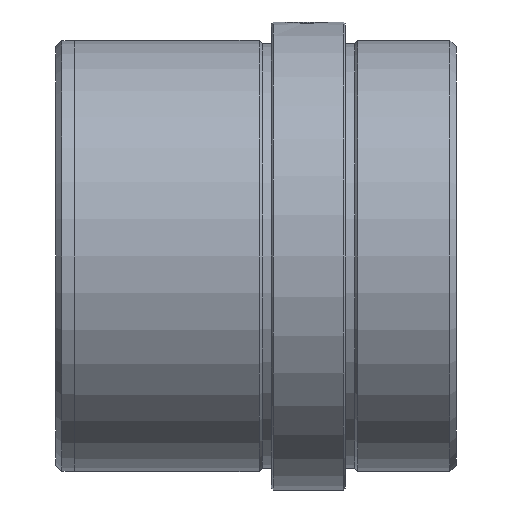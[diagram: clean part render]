
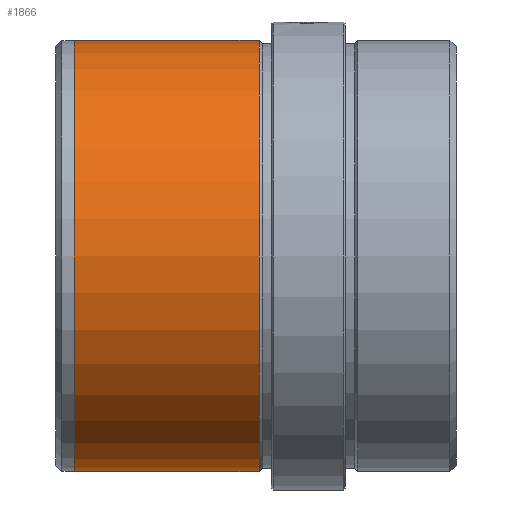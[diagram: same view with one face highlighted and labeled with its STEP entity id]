
A CAD part, left-side view. The second image highlights one B-rep face of the part: STEP entity #1866.
In plain terms, the highlighted cylindrical face has radius 35 mm (diameter 70 mm), a partial arc.
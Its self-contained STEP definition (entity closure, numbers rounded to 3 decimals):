
#39 = VERTEX_POINT ( 'NONE', #645 ) ;
#50 = DIRECTION ( 'NONE',  ( 0., -1., 0. ) ) ;
#65 = DIRECTION ( 'NONE',  ( 0., -1., 0. ) ) ;
#101 = CIRCLE ( 'NONE', #1387, 35. ) ;
#361 = EDGE_CURVE ( 'NONE', #550, #1063, #1204, .T. ) ;
#385 = CARTESIAN_POINT ( 'NONE',  ( 0., 32., 0. ) ) ;
#441 = EDGE_CURVE ( 'NONE', #1063, #446, #672, .T. ) ;
#446 = VERTEX_POINT ( 'NONE', #714 ) ;
#502 = ORIENTED_EDGE ( 'NONE', *, *, #361, .F. ) ;
#518 = CARTESIAN_POINT ( 'NONE',  ( 0., 62., 35. ) ) ;
#519 = CARTESIAN_POINT ( 'NONE',  ( 0., 0., 35. ) ) ;
#550 = VERTEX_POINT ( 'NONE', #518 ) ;
#552 = DIRECTION ( 'NONE',  ( 0., 0., -1. ) ) ;
#645 = CARTESIAN_POINT ( 'NONE',  ( 0., 62., -35. ) ) ;
#672 = CIRCLE ( 'NONE', #2028, 35. ) ;
#714 = CARTESIAN_POINT ( 'NONE',  ( 0., 32., -35. ) ) ;
#775 = VECTOR ( 'NONE', #1666, 1000. ) ;
#838 = VECTOR ( 'NONE', #1131, 1000. ) ;
#960 = CYLINDRICAL_SURFACE ( 'NONE', #1487, 35. ) ;
#997 = ORIENTED_EDGE ( 'NONE', *, *, #1125, .T. ) ;
#1032 = ORIENTED_EDGE ( 'NONE', *, *, #1894, .T. ) ;
#1046 = CARTESIAN_POINT ( 'NONE',  ( 0., 62., 0. ) ) ;
#1063 = VERTEX_POINT ( 'NONE', #1927 ) ;
#1125 = EDGE_CURVE ( 'NONE', #39, #446, #1277, .T. ) ;
#1131 = DIRECTION ( 'NONE',  ( 0., -1., 0. ) ) ;
#1182 = DIRECTION ( 'NONE',  ( 0., 0., -1. ) ) ;
#1204 = LINE ( 'NONE', #519, #775 ) ;
#1211 = DIRECTION ( 'NONE',  ( 0., 0., -1. ) ) ;
#1270 = EDGE_LOOP ( 'NONE', ( #502, #1032, #997, #1797 ) ) ;
#1277 = LINE ( 'NONE', #1308, #838 ) ;
#1308 = CARTESIAN_POINT ( 'NONE',  ( 0., 0., -35. ) ) ;
#1387 = AXIS2_PLACEMENT_3D ( 'NONE', #1046, #65, #1211 ) ;
#1487 = AXIS2_PLACEMENT_3D ( 'NONE', #1991, #50, #1182 ) ;
#1524 = DIRECTION ( 'NONE',  ( 0., -1., 0. ) ) ;
#1666 = DIRECTION ( 'NONE',  ( 0., -1., 0. ) ) ;
#1797 = ORIENTED_EDGE ( 'NONE', *, *, #441, .F. ) ;
#1830 = FACE_OUTER_BOUND ( 'NONE', #1270, .T. ) ;
#1866 = ADVANCED_FACE ( 'NONE', ( #1830 ), #960, .T. ) ;
#1894 = EDGE_CURVE ( 'NONE', #550, #39, #101, .T. ) ;
#1927 = CARTESIAN_POINT ( 'NONE',  ( 0., 32., 35. ) ) ;
#1991 = CARTESIAN_POINT ( 'NONE',  ( 0., 0., 0. ) ) ;
#2028 = AXIS2_PLACEMENT_3D ( 'NONE', #385, #1524, #552 ) ;
